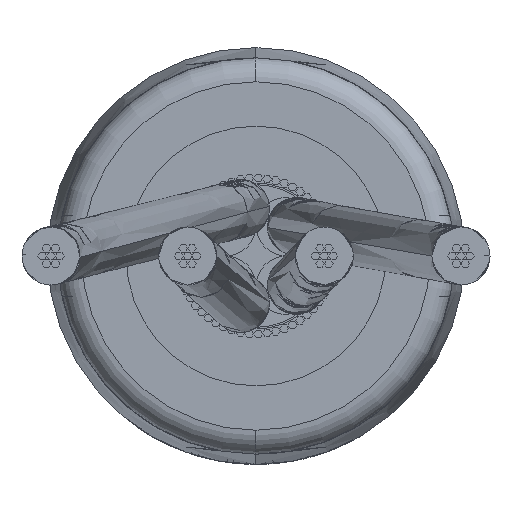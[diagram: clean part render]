
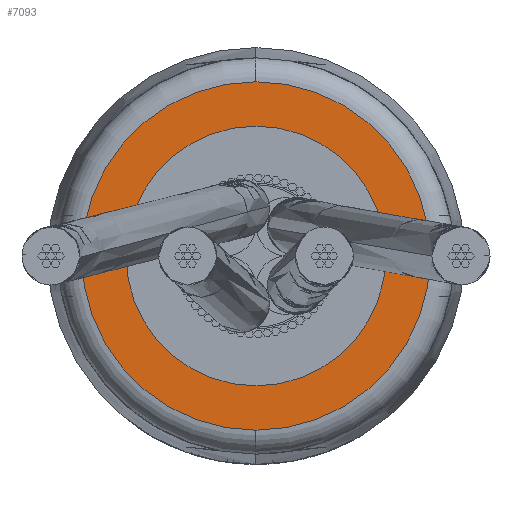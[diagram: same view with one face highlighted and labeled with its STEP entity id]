
A CAD part, front view. The second image highlights one B-rep face of the part: STEP entity #7093.
In plain terms, the highlighted planar face has unit normal (0, -1, 0).
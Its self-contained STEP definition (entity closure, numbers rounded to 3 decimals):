
#165 = DIRECTION ( 'NONE',  ( 0., -1., 0. ) ) ;
#220 = AXIS2_PLACEMENT_3D ( 'NONE', #23613, #165, #3728 ) ;
#802 = AXIS2_PLACEMENT_3D ( 'NONE', #14966, #18381, #20361 ) ;
#1725 = DIRECTION ( 'NONE',  ( 0., 0., 1. ) ) ;
#3728 = DIRECTION ( 'NONE',  ( 0., 0., 1. ) ) ;
#7093 = ADVANCED_FACE ( 'NONE', ( #15804 ), #10796, .F. ) ;
#7245 = CIRCLE ( 'NONE', #802, 2.55 ) ;
#8233 = ORIENTED_EDGE ( 'NONE', *, *, #18324, .T. ) ;
#8814 = CARTESIAN_POINT ( 'NONE',  ( 0., -9.4, -2.55 ) ) ;
#10796 = PLANE ( 'NONE',  #14709 ) ;
#11379 = EDGE_LOOP ( 'NONE', ( #8233, #16436 ) ) ;
#13726 = CIRCLE ( 'NONE', #220, 2.55 ) ;
#13862 = VERTEX_POINT ( 'NONE', #8814 ) ;
#14334 = DIRECTION ( 'NONE',  ( 0., 1., 0. ) ) ;
#14709 = AXIS2_PLACEMENT_3D ( 'NONE', #21825, #14334, #1725 ) ;
#14966 = CARTESIAN_POINT ( 'NONE',  ( 0., -9.4, 0. ) ) ;
#15804 = FACE_OUTER_BOUND ( 'NONE', #11379, .T. ) ;
#16436 = ORIENTED_EDGE ( 'NONE', *, *, #22200, .T. ) ;
#18324 = EDGE_CURVE ( 'NONE', #22692, #13862, #13726, .T. ) ;
#18381 = DIRECTION ( 'NONE',  ( 0., -1., 0. ) ) ;
#20361 = DIRECTION ( 'NONE',  ( 0., 0., 1. ) ) ;
#21701 = CARTESIAN_POINT ( 'NONE',  ( 0., -9.4, 2.55 ) ) ;
#21825 = CARTESIAN_POINT ( 'NONE',  ( 0., -9.4, 0. ) ) ;
#22200 = EDGE_CURVE ( 'NONE', #13862, #22692, #7245, .T. ) ;
#22692 = VERTEX_POINT ( 'NONE', #21701 ) ;
#23613 = CARTESIAN_POINT ( 'NONE',  ( 0., -9.4, 0. ) ) ;
